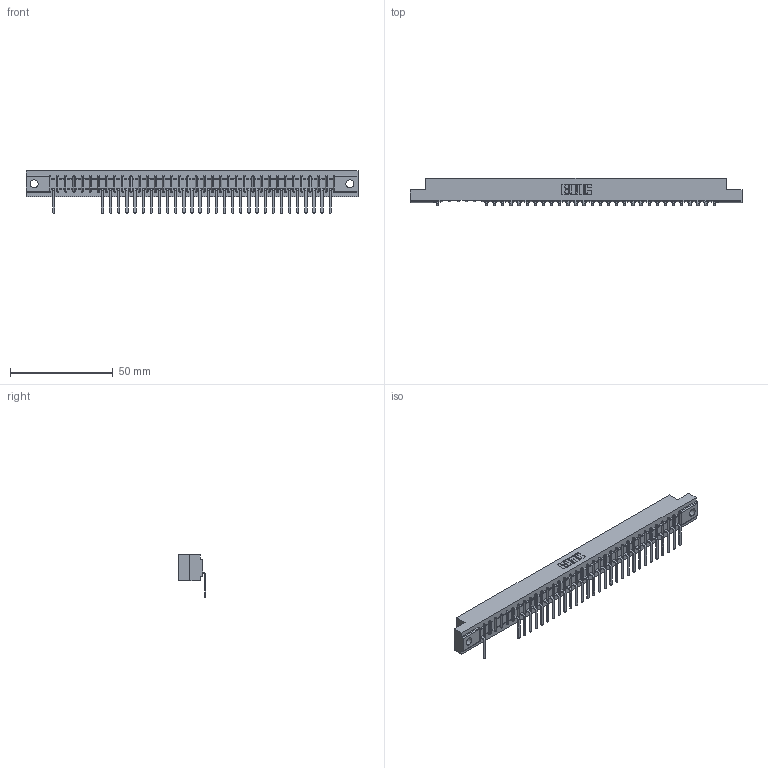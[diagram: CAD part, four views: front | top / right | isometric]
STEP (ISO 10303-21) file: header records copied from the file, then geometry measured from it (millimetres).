
FILE_DESCRIPTION (( 'STEP AP203' ), '1' );
FILE_NAME ('357-035-557-104.STEP', '2018-08-10T04:47:49', ( '' ), ( '' ), 'SwSTEP 2.0', 'SolidWorks 2016', '' );
FILE_SCHEMA (( 'CONFIG_CONTROL_DESIGN' ));
Length unit declared in the file: inch
Products named in the file (3): 307 Part_.156 Dia Mounting Holes; 307-290-002_557; 357-035-557-104
Assembly tree (31 placements, depth 2):
  357-035-557-104
    307 Part_.156 Dia Mounting Holes
    307-290-002_557  x30
Bounding box: 161.7 x 13.32 x 20.66 mm (x, y, z)
Volume: 17081.7 mm3; surface area: 20759.8 mm2
Topology: 31 solids, 31 shells, 2608 faces, 7999 edges, 5234 vertices
Faces by surface type: plane 1554, cylinder 982, sphere 72
Entity records: 31980 total; most frequent: CARTESIAN_POINT 5421, ORIENTED_EDGE 5414, DIRECTION 5257, EDGE_CURVE 2707, LINE 2077, VECTOR 2077, VERTEX_POINT 1754, AXIS2_PLACEMENT_3D 1590
